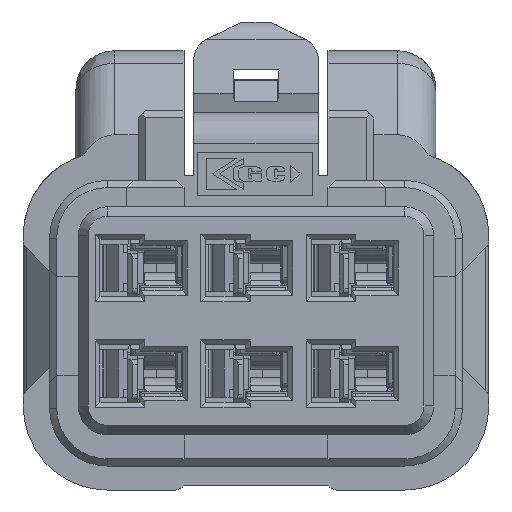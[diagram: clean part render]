
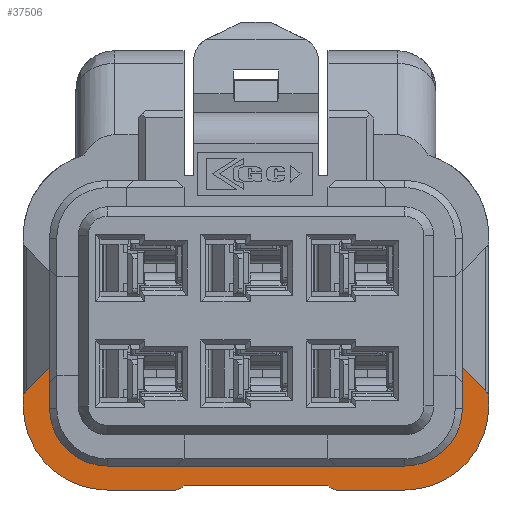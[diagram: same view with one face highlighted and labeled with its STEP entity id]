
A CAD part, front view. The second image highlights one B-rep face of the part: STEP entity #37506.
In plain terms, the highlighted planar face has unit normal (0, -1, 0).
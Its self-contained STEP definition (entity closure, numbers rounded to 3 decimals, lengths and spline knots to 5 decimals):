
#5287=DIRECTION('',(0.,0.,1.));
#5288=VECTOR('',#5287,0.03366);
#5289=CARTESIAN_POINT('',(-11.66173,-1.18893,
2.0815));
#5290=LINE('',#5289,#5288);
#5397=DIRECTION('',(0.,0.,-1.));
#5398=VECTOR('',#5397,0.03366);
#5399=CARTESIAN_POINT('',(-11.32314,-1.18893,
2.11516));
#5400=LINE('',#5399,#5398);
#10862=CARTESIAN_POINT('',(-11.55869,-1.18893,
2.02244));
#10863=DIRECTION('',(0.,-1.,0.));
#10864=DIRECTION('',(0.,0.,-1.));
#10865=AXIS2_PLACEMENT_3D('',#10862,#10863,#10864);
#10867=DIRECTION('',(-1.,0.,0.));
#10868=VECTOR('',#10867,0.05579);
#10869=CARTESIAN_POINT('',(-11.55869,-1.18893,
2.01457));
#10870=LINE('',#10869,#10868);
#10871=CARTESIAN_POINT('',(-11.61448,-1.18893,
2.08346));
#10872=DIRECTION('',(0.,-1.,0.));
#10873=DIRECTION('',(-1.,0.,0.));
#10874=AXIS2_PLACEMENT_3D('',#10871,#10872,#10873);
#10876=DIRECTION('',(0.,0.,1.));
#10877=VECTOR('',#10876,0.00678);
#10878=CARTESIAN_POINT('',(-11.68338,-1.18893,
2.08346));
#10879=LINE('',#10878,#10877);
#10880=CARTESIAN_POINT('',(-11.6755,-1.18893,
2.09024));
#10881=DIRECTION('',(0.,-1.,0.));
#10882=DIRECTION('',(-0.707,0.,0.707));
#10883=AXIS2_PLACEMENT_3D('',#10880,#10881,#10882);
#10885=DIRECTION('',(0.707,0.,0.707));
#10886=VECTOR('',#10885,0.02736);
#10887=CARTESIAN_POINT('',(-11.68107,-1.18893,
2.09581));
#10888=LINE('',#10887,#10886);
#10889=DIRECTION('',(0.707,0.,-0.707));
#10890=VECTOR('',#10889,0.02736);
#10891=CARTESIAN_POINT('',(-11.32314,-1.18893,
2.11516));
#10892=LINE('',#10891,#10890);
#10893=CARTESIAN_POINT('',(-11.30936,-1.18893,
2.09024));
#10894=DIRECTION('',(0.,-1.,0.));
#10895=DIRECTION('',(1.,0.,0.));
#10896=AXIS2_PLACEMENT_3D('',#10893,#10894,#10895);
#10898=DIRECTION('',(0.,0.,-1.));
#10899=VECTOR('',#10898,0.00678);
#10900=CARTESIAN_POINT('',(-11.30149,-1.18893,
2.09024));
#10901=LINE('',#10900,#10899);
#10902=CARTESIAN_POINT('',(-11.37039,-1.18893,
2.08346));
#10903=DIRECTION('',(0.,-1.,0.));
#10904=DIRECTION('',(0.,0.,-1.));
#10905=AXIS2_PLACEMENT_3D('',#10902,#10903,#10904);
#10907=DIRECTION('',(-1.,0.,0.));
#10908=VECTOR('',#10907,0.05579);
#10909=CARTESIAN_POINT('',(-11.37039,-1.18893,
2.01457));
#10910=LINE('',#10909,#10908);
#10911=CARTESIAN_POINT('',(-11.42618,-1.18893,
2.02244));
#10912=DIRECTION('',(0.,-1.,0.));
#10913=DIRECTION('',(-0.707,0.,-0.707));
#10914=AXIS2_PLACEMENT_3D('',#10911,#10912,#10913);
#10916=DIRECTION('',(-0.707,0.,0.707));
#10917=VECTOR('',#10916,0.00231);
#10918=CARTESIAN_POINT('',(-11.43175,-1.18893,
2.01687));
#10919=LINE('',#10918,#10917);
#10920=DIRECTION('',(1.,0.,0.));
#10921=VECTOR('',#10920,0.11811);
#10922=CARTESIAN_POINT('',(-11.55149,-1.18893,
2.0185));
#10923=LINE('',#10922,#10921);
#10928=DIRECTION('',(0.707,0.,0.707));
#10929=VECTOR('',#10928,0.00231);
#10930=CARTESIAN_POINT('',(-11.55312,-1.18893,
2.01687));
#10931=LINE('',#10930,#10929);
#11072=CARTESIAN_POINT('',(-11.61448,-1.18893,
2.0815));
#11073=DIRECTION('',(0.,1.,0.));
#11074=DIRECTION('',(0.,0.,-1.));
#11075=AXIS2_PLACEMENT_3D('',#11072,#11073,#11074);
#11097=DIRECTION('',(-1.,0.,0.));
#11098=VECTOR('',#11097,0.24409);
#11099=CARTESIAN_POINT('',(-11.37039,-1.18893,
2.03425));
#11100=LINE('',#11099,#11098);
#11134=CARTESIAN_POINT('',(-11.37039,-1.18893,
2.0815));
#11135=DIRECTION('',(0.,1.,0.));
#11136=DIRECTION('',(1.,0.,0.));
#11137=AXIS2_PLACEMENT_3D('',#11134,#11135,#11136);
#12499=CARTESIAN_POINT('',(-11.55149,-1.18893,
2.0185));
#12500=CARTESIAN_POINT('',(-11.43338,-1.18893,
2.0185));
#12501=VERTEX_POINT('',#12499);
#12502=VERTEX_POINT('',#12500);
#12503=CARTESIAN_POINT('',(-11.68338,-1.18893,
2.08346));
#12504=CARTESIAN_POINT('',(-11.61448,-1.18893,
2.01457));
#12505=VERTEX_POINT('',#12503);
#12506=VERTEX_POINT('',#12504);
#12507=CARTESIAN_POINT('',(-11.37039,-1.18893,
2.01457));
#12508=CARTESIAN_POINT('',(-11.30149,-1.18893,
2.08346));
#12509=VERTEX_POINT('',#12507);
#12510=VERTEX_POINT('',#12508);
#12511=CARTESIAN_POINT('',(-11.37039,-1.18893,
2.03425));
#12512=CARTESIAN_POINT('',(-11.61448,-1.18893,
2.03425));
#12513=VERTEX_POINT('',#12511);
#12514=VERTEX_POINT('',#12512);
#12515=CARTESIAN_POINT('',(-11.66173,-1.18893,
2.0815));
#12516=VERTEX_POINT('',#12515);
#12517=CARTESIAN_POINT('',(-11.32314,-1.18893,
2.0815));
#12518=VERTEX_POINT('',#12517);
#12535=CARTESIAN_POINT('',(-11.66173,-1.18893,
2.11516));
#12537=VERTEX_POINT('',#12535);
#12540=CARTESIAN_POINT('',(-11.32314,-1.18893,
2.11516));
#12542=VERTEX_POINT('',#12540);
#12951=CARTESIAN_POINT('',(-11.30149,-1.18893,
2.09024));
#12952=CARTESIAN_POINT('',(-11.3038,-1.18893,
2.09581));
#12953=VERTEX_POINT('',#12951);
#12954=VERTEX_POINT('',#12952);
#12979=CARTESIAN_POINT('',(-11.68107,-1.18893,
2.09581));
#12980=CARTESIAN_POINT('',(-11.68338,-1.18893,
2.09024));
#12981=VERTEX_POINT('',#12979);
#12982=VERTEX_POINT('',#12980);
#13010=CARTESIAN_POINT('',(-11.55869,-1.18893,
2.01457));
#13011=CARTESIAN_POINT('',(-11.55312,-1.18893,
2.01687));
#13012=VERTEX_POINT('',#13010);
#13013=VERTEX_POINT('',#13011);
#13053=CARTESIAN_POINT('',(-11.43175,-1.18893,
2.01687));
#13054=CARTESIAN_POINT('',(-11.42618,-1.18893,
2.01457));
#13055=VERTEX_POINT('',#13053);
#13056=VERTEX_POINT('',#13054);
#37464=CARTESIAN_POINT('',(-11.49243,-1.18893,
2.15335));
#37465=DIRECTION('',(0.,-1.,0.));
#37466=DIRECTION('',(1.,0.,0.));
#37467=AXIS2_PLACEMENT_3D('',#37464,#37465,#37466);
#37468=PLANE('',#37467);
#37470=ORIENTED_EDGE('',*,*,#37469,.F.);
#37472=ORIENTED_EDGE('',*,*,#37471,.T.);
#37474=ORIENTED_EDGE('',*,*,#37473,.F.);
#37475=ORIENTED_EDGE('',*,*,#37347,.T.);
#37476=ORIENTED_EDGE('',*,*,#37448,.F.);
#37478=ORIENTED_EDGE('',*,*,#37477,.T.);
#37479=ORIENTED_EDGE('',*,*,#25587,.F.);
#37481=ORIENTED_EDGE('',*,*,#37480,.F.);
#37483=ORIENTED_EDGE('',*,*,#37482,.F.);
#37485=ORIENTED_EDGE('',*,*,#37484,.F.);
#37486=ORIENTED_EDGE('',*,*,#25744,.F.);
#37488=ORIENTED_EDGE('',*,*,#37487,.T.);
#37490=ORIENTED_EDGE('',*,*,#37489,.F.);
#37491=ORIENTED_EDGE('',*,*,#26250,.T.);
#37493=ORIENTED_EDGE('',*,*,#37492,.F.);
#37495=ORIENTED_EDGE('',*,*,#37494,.T.);
#37497=ORIENTED_EDGE('',*,*,#37496,.F.);
#37499=ORIENTED_EDGE('',*,*,#37498,.T.);
#37501=ORIENTED_EDGE('',*,*,#37500,.F.);
#37503=ORIENTED_EDGE('',*,*,#37502,.F.);
#37504=EDGE_LOOP('',(#37470,#37472,#37474,#37475,#37476,#37478,#37479,#37481,
#37483,#37485,#37486,#37488,#37490,#37491,#37493,#37495,#37497,#37499,#37501,
#37503));
#37505=FACE_OUTER_BOUND('',#37504,.F.);
#37506=ADVANCED_FACE('',(#37505),#37468,.T.);
#10866=CIRCLE('',#10865,0.00787);
#10875=CIRCLE('',#10874,0.0689);
#10884=CIRCLE('',#10883,0.00787);
#10897=CIRCLE('',#10896,0.00787);
#10906=CIRCLE('',#10905,0.0689);
#10915=CIRCLE('',#10914,0.00787);
#11076=CIRCLE('',#11075,0.04724);
#11138=CIRCLE('',#11137,0.04724);
#25587=EDGE_CURVE('',#12516,#12537,#5290,.T.);
#25744=EDGE_CURVE('',#12542,#12518,#5400,.T.);
#26250=EDGE_CURVE('',#12953,#12510,#10901,.T.);
#37347=EDGE_CURVE('',#12505,#12982,#10879,.T.);
#37448=EDGE_CURVE('',#12981,#12982,#10884,.T.);
#37469=EDGE_CURVE('',#13012,#13013,#10866,.T.);
#37471=EDGE_CURVE('',#13012,#12506,#10870,.T.);
#37473=EDGE_CURVE('',#12505,#12506,#10875,.T.);
#37477=EDGE_CURVE('',#12981,#12537,#10888,.T.);
#37480=EDGE_CURVE('',#12514,#12516,#11076,.T.);
#37482=EDGE_CURVE('',#12513,#12514,#11100,.T.);
#37484=EDGE_CURVE('',#12518,#12513,#11138,.T.);
#37487=EDGE_CURVE('',#12542,#12954,#10892,.T.);
#37489=EDGE_CURVE('',#12953,#12954,#10897,.T.);
#37492=EDGE_CURVE('',#12509,#12510,#10906,.T.);
#37494=EDGE_CURVE('',#12509,#13056,#10910,.T.);
#37496=EDGE_CURVE('',#13055,#13056,#10915,.T.);
#37498=EDGE_CURVE('',#13055,#12502,#10919,.T.);
#37500=EDGE_CURVE('',#12501,#12502,#10923,.T.);
#37502=EDGE_CURVE('',#13013,#12501,#10931,.T.);
